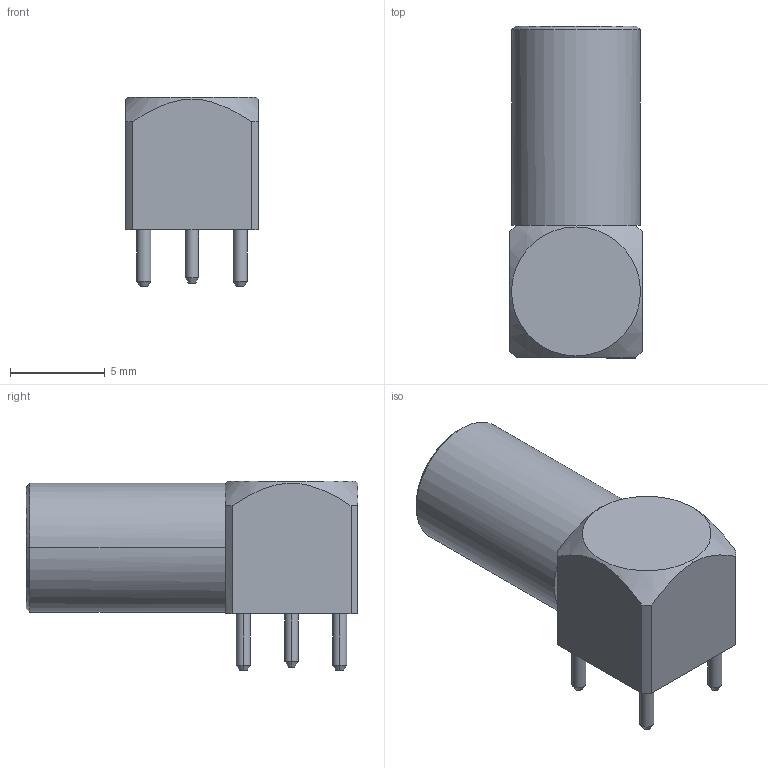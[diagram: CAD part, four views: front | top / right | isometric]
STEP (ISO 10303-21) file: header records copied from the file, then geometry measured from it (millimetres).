
FILE_DESCRIPTION(('STEP AP214'),'1');
FILE_NAME('epl_00_250_dtn.stp','2017-12-07T17:23:03',('TraceParts'),('TraceParts S.A.'),'Spatial InterOp 3D',' ',' ');
FILE_SCHEMA(('automotive_design'));
Length unit declared in the file: millimetre
Products named in the file (1): epl_00_250_dtn
Bounding box: 7 x 17.5 x 10 mm (x, y, z)
Volume: 722.8 mm3; surface area: 533 mm2
Topology: 1 solids, 1 shells, 46 faces, 99 edges, 60 vertices
Faces by surface type: cylinder 16, plane 16, cone 14
Entity records: 1636 total; most frequent: DIRECTION 238, CARTESIAN_POINT 218, ORIENTED_EDGE 198, EDGE_CURVE 99, AXIS2_PLACEMENT_3D 98, VERTEX_POINT 60, EDGE_LOOP 51, CIRCLE 51
